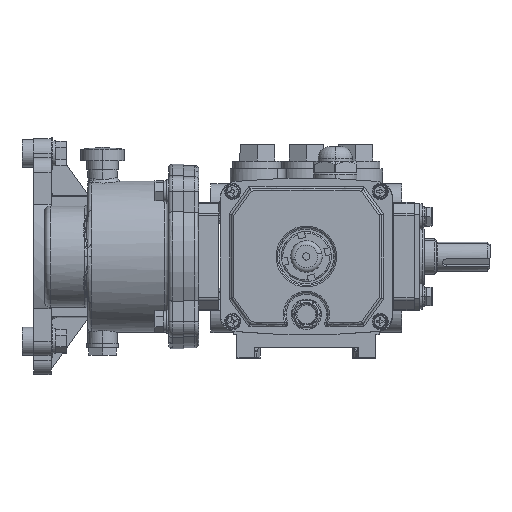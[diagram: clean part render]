
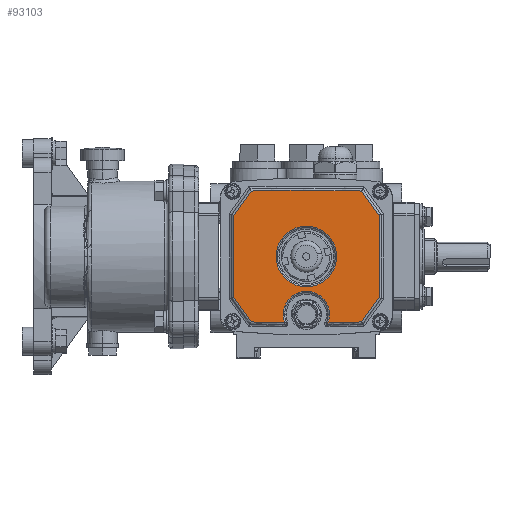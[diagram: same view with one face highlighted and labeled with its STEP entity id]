
A CAD part, top view. The second image highlights one B-rep face of the part: STEP entity #93103.
In plain terms, the highlighted planar face has unit normal (0, 0, 1).
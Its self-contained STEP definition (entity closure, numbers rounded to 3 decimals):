
#3451 = FACE_BOUND ( 'NONE', #47056, .T. ) ;
#3488 = CARTESIAN_POINT ( 'NONE',  ( -0.63, -0.157, 9.596 ) ) ;
#3811 = VERTEX_POINT ( 'NONE', #24444 ) ;
#7503 = DIRECTION ( 'NONE',  ( 0., 0., -1. ) ) ;
#7568 = CARTESIAN_POINT ( 'NONE',  ( 1.978, 2.54, 9.596 ) ) ;
#8216 = VECTOR ( 'NONE', #33019, 39.37 ) ;
#8805 = VERTEX_POINT ( 'NONE', #36253 ) ;
#8865 = ORIENTED_EDGE ( 'NONE', *, *, #83830, .T. ) ;
#9100 = DIRECTION ( 'NONE',  ( 0., 0., -1. ) ) ;
#10349 = AXIS2_PLACEMENT_3D ( 'NONE', #14729, #72958, #23023 ) ;
#11046 = VERTEX_POINT ( 'NONE', #105860 ) ;
#11562 = CARTESIAN_POINT ( 'NONE',  ( 1.505, -0.365, 9.596 ) ) ;
#12612 = EDGE_CURVE ( 'NONE', #73361, #8805, #47940, .T. ) ;
#13847 = VERTEX_POINT ( 'NONE', #35500 ) ;
#14729 = CARTESIAN_POINT ( 'NONE',  ( 0., 1.417, 9.596 ) ) ;
#17532 = CARTESIAN_POINT ( 'NONE',  ( -1.978, -53.95, 9.596 ) ) ;
#19525 = VERTEX_POINT ( 'NONE', #64362 ) ;
#22443 = CARTESIAN_POINT ( 'NONE',  ( 0., 56.785, 9.596 ) ) ;
#22724 = ORIENTED_EDGE ( 'NONE', *, *, #96873, .T. ) ;
#23023 = DIRECTION ( 'NONE',  ( -1., 0., 0. ) ) ;
#24444 = CARTESIAN_POINT ( 'NONE',  ( 1.978, 0.295, 9.596 ) ) ;
#24531 = CARTESIAN_POINT ( 'NONE',  ( -28.072, -33.786, 9.596 ) ) ;
#24858 = EDGE_CURVE ( 'NONE', #43301, #3811, #58644, .T. ) ;
#26137 = AXIS2_PLACEMENT_3D ( 'NONE', #92501, #42579, #100875 ) ;
#27162 = PLANE ( 'NONE',  #80533 ) ;
#27595 = DIRECTION ( 'NONE',  ( 0., 0., -1. ) ) ;
#27922 = ORIENTED_EDGE ( 'NONE', *, *, #24858, .T. ) ;
#28165 = VERTEX_POINT ( 'NONE', #82825 ) ;
#29618 = ORIENTED_EDGE ( 'NONE', *, *, #65577, .T. ) ;
#30682 = DIRECTION ( 'NONE',  ( 0., 0., 1. ) ) ;
#30846 = DIRECTION ( 'NONE',  ( -1., 0., 0. ) ) ;
#33019 = DIRECTION ( 'NONE',  ( -0.583, -0.812, 0. ) ) ;
#34817 = CARTESIAN_POINT ( 'NONE',  ( 28.072, -33.786, 9.596 ) ) ;
#35500 = CARTESIAN_POINT ( 'NONE',  ( 0.589, -0.382, 9.596 ) ) ;
#35609 = DIRECTION ( 'NONE',  ( 0., 0., -1. ) ) ;
#36158 = VERTEX_POINT ( 'NONE', #74626 ) ;
#36253 = CARTESIAN_POINT ( 'NONE',  ( -0.589, -0.382, 9.596 ) ) ;
#36537 = VECTOR ( 'NONE', #82625, 39.37 ) ;
#37094 = CARTESIAN_POINT ( 'NONE',  ( -1.978, 2.54, 9.596 ) ) ;
#41573 = EDGE_CURVE ( 'NONE', #28165, #96051, #52499, .T. ) ;
#42298 = VERTEX_POINT ( 'NONE', #7568 ) ;
#42579 = DIRECTION ( 'NONE',  ( 0., 0., -1. ) ) ;
#42797 = EDGE_CURVE ( 'NONE', #42298, #19525, #74462, .T. ) ;
#43301 = VERTEX_POINT ( 'NONE', #11562 ) ;
#47056 = EDGE_LOOP ( 'NONE', ( #8865, #106370 ) ) ;
#47940 = CIRCLE ( 'NONE', #95382, 57.169 ) ;
#49479 = DIRECTION ( 'NONE',  ( 0., 0., 1. ) ) ;
#50030 = ORIENTED_EDGE ( 'NONE', *, *, #59549, .T. ) ;
#50663 = VECTOR ( 'NONE', #60724, 39.37 ) ;
#51399 = DIRECTION ( 'NONE',  ( 0., 1., 0. ) ) ;
#51476 = DIRECTION ( 'NONE',  ( -0.583, 0.812, 0. ) ) ;
#51746 = CIRCLE ( 'NONE', #10349, 0.827 ) ;
#52325 = CARTESIAN_POINT ( 'NONE',  ( 24.398, -36.425, 9.596 ) ) ;
#52499 = LINE ( 'NONE', #24531, #8216 ) ;
#52848 = EDGE_LOOP ( 'NONE', ( #82063, #101390, #29618, #81260, #50030, #27922, #22724, #104057, #55195, #64198, #72760, #94207 ) ) ;
#53082 = AXIS2_PLACEMENT_3D ( 'NONE', #59006, #9100, #67356 ) ;
#53368 = LINE ( 'NONE', #17532, #70343 ) ;
#55195 = ORIENTED_EDGE ( 'NONE', *, *, #87323, .T. ) ;
#57358 = CARTESIAN_POINT ( 'NONE',  ( 0., 1.417, 9.596 ) ) ;
#58644 = LINE ( 'NONE', #98981, #36537 ) ;
#59006 = CARTESIAN_POINT ( 'NONE',  ( 0., -0.157, 9.596 ) ) ;
#59549 = EDGE_CURVE ( 'NONE', #13847, #43301, #71514, .T. ) ;
#60724 = DIRECTION ( 'NONE',  ( 0.583, -0.812, 0. ) ) ;
#62011 = CARTESIAN_POINT ( 'NONE',  ( 0., 56.785, 9.596 ) ) ;
#63125 = AXIS2_PLACEMENT_3D ( 'NONE', #57358, #7503, #65764 ) ;
#63617 = EDGE_CURVE ( 'NONE', #96051, #36158, #53368, .T. ) ;
#64175 = EDGE_CURVE ( 'NONE', #36158, #73361, #95005, .T. ) ;
#64198 = ORIENTED_EDGE ( 'NONE', *, *, #41573, .T. ) ;
#64362 = CARTESIAN_POINT ( 'NONE',  ( 1.505, 3.2, 9.596 ) ) ;
#65577 = EDGE_CURVE ( 'NONE', #78717, #93296, #107503, .T. ) ;
#65764 = DIRECTION ( 'NONE',  ( -1., 0., 0. ) ) ;
#67356 = DIRECTION ( 'NONE',  ( -1., 0., 0. ) ) ;
#67801 = CARTESIAN_POINT ( 'NONE',  ( 1.978, -53.95, 9.596 ) ) ;
#69280 = VECTOR ( 'NONE', #51476, 39.37 ) ;
#70343 = VECTOR ( 'NONE', #75790, 39.37 ) ;
#71514 = CIRCLE ( 'NONE', #107068, 57.169 ) ;
#72269 = CARTESIAN_POINT ( 'NONE',  ( -1.505, -0.365, 9.596 ) ) ;
#72760 = ORIENTED_EDGE ( 'NONE', *, *, #63617, .T. ) ;
#72958 = DIRECTION ( 'NONE',  ( 0., 0., -1. ) ) ;
#73361 = VERTEX_POINT ( 'NONE', #72269 ) ;
#74453 = CARTESIAN_POINT ( 'NONE',  ( -0.827, 1.417, 9.596 ) ) ;
#74462 = LINE ( 'NONE', #34817, #69280 ) ;
#74626 = CARTESIAN_POINT ( 'NONE',  ( -1.978, 0.295, 9.596 ) ) ;
#75790 = DIRECTION ( 'NONE',  ( 0., -1., 0. ) ) ;
#77100 = CARTESIAN_POINT ( 'NONE',  ( 0., -53.95, 9.596 ) ) ;
#77515 = CARTESIAN_POINT ( 'NONE',  ( 0., -0.157, 9.596 ) ) ;
#78717 = VERTEX_POINT ( 'NONE', #3488 ) ;
#80533 = AXIS2_PLACEMENT_3D ( 'NONE', #77100, #35609, #93813 ) ;
#80728 = DIRECTION ( 'NONE',  ( 0., 0., 1. ) ) ;
#80900 = AXIS2_PLACEMENT_3D ( 'NONE', #99419, #49479, #107787 ) ;
#81260 = ORIENTED_EDGE ( 'NONE', *, *, #83337, .T. ) ;
#81554 = CIRCLE ( 'NONE', #80900, 57.169 ) ;
#82063 = ORIENTED_EDGE ( 'NONE', *, *, #12612, .T. ) ;
#82279 = CIRCLE ( 'NONE', #26137, 0.63 ) ;
#82625 = DIRECTION ( 'NONE',  ( 0.583, 0.812, 0. ) ) ;
#82825 = CARTESIAN_POINT ( 'NONE',  ( -1.505, 3.2, 9.596 ) ) ;
#83337 = EDGE_CURVE ( 'NONE', #93296, #13847, #82279, .T. ) ;
#83830 = EDGE_CURVE ( 'NONE', #98322, #11046, #95225, .T. ) ;
#85894 = DIRECTION ( 'NONE',  ( -1., 0., 0. ) ) ;
#86392 = CIRCLE ( 'NONE', #53082, 0.63 ) ;
#87323 = EDGE_CURVE ( 'NONE', #19525, #28165, #81554, .T. ) ;
#87987 = CARTESIAN_POINT ( 'NONE',  ( 0.63, -0.157, 9.596 ) ) ;
#89547 = FACE_OUTER_BOUND ( 'NONE', #52848, .T. ) ;
#89702 = EDGE_CURVE ( 'NONE', #8805, #78717, #86392, .T. ) ;
#89817 = DIRECTION ( 'NONE',  ( -1., 0., 0. ) ) ;
#92501 = CARTESIAN_POINT ( 'NONE',  ( 0., -0.157, 9.596 ) ) ;
#93103 = ADVANCED_FACE ( 'NONE', ( #3451, #89547 ), #27162, .F. ) ;
#93296 = VERTEX_POINT ( 'NONE', #87987 ) ;
#93813 = DIRECTION ( 'NONE',  ( -1., 0., 0. ) ) ;
#94207 = ORIENTED_EDGE ( 'NONE', *, *, #64175, .T. ) ;
#95005 = LINE ( 'NONE', #52325, #50663 ) ;
#95225 = CIRCLE ( 'NONE', #63125, 0.827 ) ;
#95382 = AXIS2_PLACEMENT_3D ( 'NONE', #62011, #30682, #89817 ) ;
#96051 = VERTEX_POINT ( 'NONE', #37094 ) ;
#96389 = VECTOR ( 'NONE', #51399, 39.37 ) ;
#96873 = EDGE_CURVE ( 'NONE', #3811, #42298, #99005, .T. ) ;
#98322 = VERTEX_POINT ( 'NONE', #74453 ) ;
#98981 = CARTESIAN_POINT ( 'NONE',  ( -24.398, -36.425, 9.596 ) ) ;
#99005 = LINE ( 'NONE', #67801, #96389 ) ;
#99419 = CARTESIAN_POINT ( 'NONE',  ( 0., -53.95, 9.596 ) ) ;
#100875 = DIRECTION ( 'NONE',  ( -1., 0., 0. ) ) ;
#101390 = ORIENTED_EDGE ( 'NONE', *, *, #89702, .T. ) ;
#104057 = ORIENTED_EDGE ( 'NONE', *, *, #42797, .T. ) ;
#105860 = CARTESIAN_POINT ( 'NONE',  ( 0.827, 1.417, 9.596 ) ) ;
#106370 = ORIENTED_EDGE ( 'NONE', *, *, #107727, .T. ) ;
#107068 = AXIS2_PLACEMENT_3D ( 'NONE', #22443, #80728, #30846 ) ;
#107386 = AXIS2_PLACEMENT_3D ( 'NONE', #77515, #27595, #85894 ) ;
#107503 = CIRCLE ( 'NONE', #107386, 0.63 ) ;
#107727 = EDGE_CURVE ( 'NONE', #11046, #98322, #51746, .T. ) ;
#107787 = DIRECTION ( 'NONE',  ( -1., 0., 0. ) ) ;
